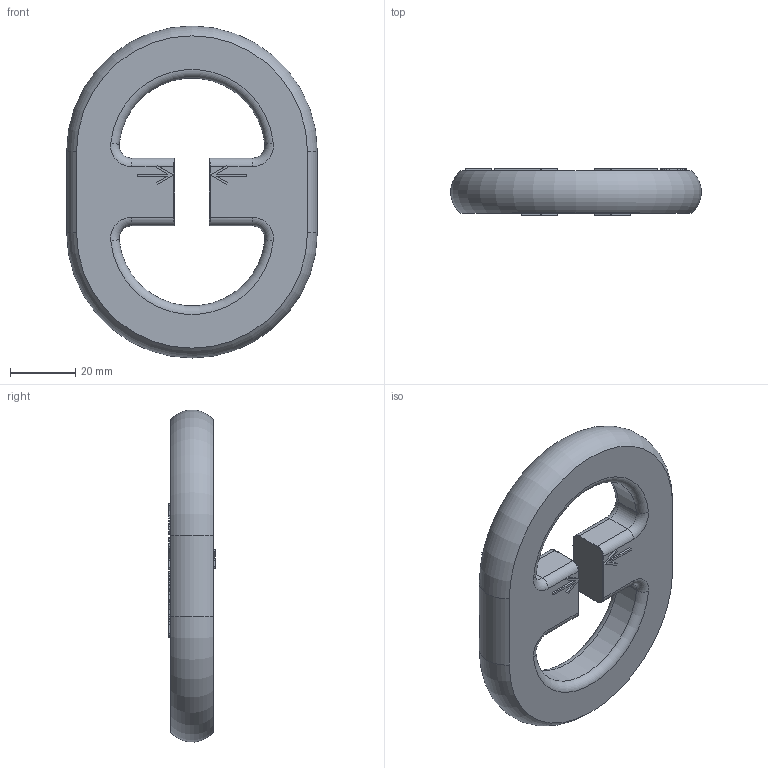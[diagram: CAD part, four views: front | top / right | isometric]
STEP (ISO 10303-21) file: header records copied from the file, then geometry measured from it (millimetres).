
FILE_DESCRIPTION((''),'2;1');
FILE_NAME('4VCG13','2005-01-19T',('jakubetz'),(''),'PRO/ENGINEER BY PARAMETRIC TECHNOLOGY CORPORATION, 2001400','PRO/ENGINEER BY PARAMETRIC TECHNOLOGY CORPORATION, 2001400','');
FILE_SCHEMA(('CONFIG_CONTROL_DESIGN'));
Length unit declared in the file: millimetre
Products named in the file (1): 4VCG13
Bounding box: 76.95 x 14.3 x 101.95 mm (x, y, z)
Volume: 55825.5 mm3; surface area: 14987.1 mm2
Topology: 1 solids, 1 shells, 630 faces, 1765 edges, 1162 vertices
Faces by surface type: plane 580, cylinder 28, torus 14, bspline 8
Entity records: 20076 total; most frequent: CARTESIAN_POINT 3830, ORIENTED_EDGE 3530, DIRECTION 3049, EDGE_CURVE 1765, VECTOR 1677, LINE 1677, VERTEX_POINT 1162, AXIS2_PLACEMENT_3D 686
